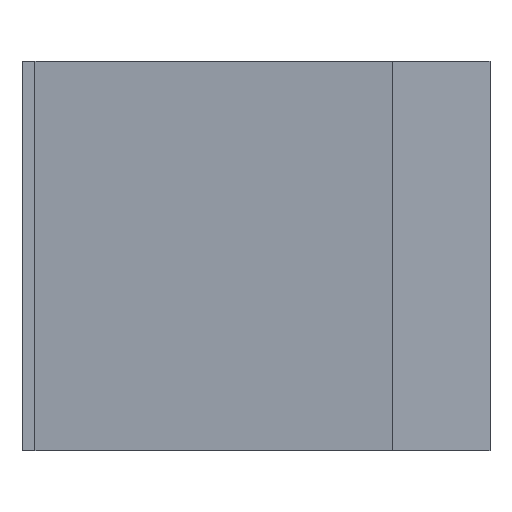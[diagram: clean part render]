
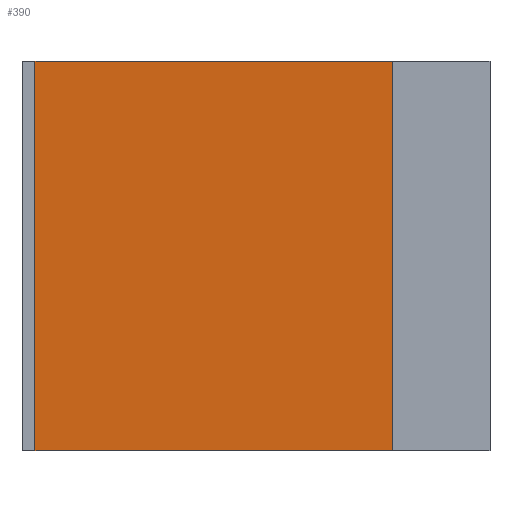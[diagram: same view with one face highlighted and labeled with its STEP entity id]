
A CAD part, front view. The second image highlights one B-rep face of the part: STEP entity #390.
In plain terms, the highlighted planar face has unit normal (-0.09, -0.996, 0).
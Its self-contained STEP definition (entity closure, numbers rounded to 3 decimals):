
#24=FACE_OUTER_BOUND('',#44,.T.);
#44=EDGE_LOOP('',(#289,#290,#291,#292));
#59=LINE('',#544,#113);
#83=LINE('',#591,#137);
#84=LINE('',#593,#138);
#85=LINE('',#594,#139);
#113=VECTOR('',#445,10.);
#137=VECTOR('',#483,10.);
#138=VECTOR('',#486,10.);
#139=VECTOR('',#487,10.);
#167=VERTEX_POINT('',#542);
#168=VERTEX_POINT('',#543);
#183=VERTEX_POINT('',#587);
#184=VERTEX_POINT('',#589);
#203=EDGE_CURVE('',#167,#168,#59,.T.);
#227=EDGE_CURVE('',#183,#184,#83,.T.);
#228=EDGE_CURVE('',#167,#183,#84,.T.);
#229=EDGE_CURVE('',#168,#184,#85,.T.);
#289=ORIENTED_EDGE('',*,*,#228,.T.);
#290=ORIENTED_EDGE('',*,*,#227,.T.);
#291=ORIENTED_EDGE('',*,*,#229,.F.);
#292=ORIENTED_EDGE('',*,*,#203,.F.);
#370=PLANE('',#424);
#390=ADVANCED_FACE('',(#24),#370,.T.);
#424=AXIS2_PLACEMENT_3D('',#592,#484,#485);
#445=DIRECTION('',(0.,0.,1.));
#483=DIRECTION('',(0.,0.,1.));
#484=DIRECTION('center_axis',(-0.091,-0.996,0.));
#485=DIRECTION('ref_axis',(0.996,-0.091,0.));
#486=DIRECTION('',(0.996,-0.091,0.));
#487=DIRECTION('',(0.996,-0.091,0.));
#542=CARTESIAN_POINT('',(0.,-6.,0.));
#543=CARTESIAN_POINT('',(0.,-6.,6.));
#544=CARTESIAN_POINT('',(0.,-6.,0.));
#587=CARTESIAN_POINT('',(5.5,-6.5,0.));
#589=CARTESIAN_POINT('',(5.5,-6.5,6.));
#591=CARTESIAN_POINT('',(5.5,-6.5,0.));
#592=CARTESIAN_POINT('Origin',(0.,-6.,0.));
#593=CARTESIAN_POINT('',(0.,-6.,0.));
#594=CARTESIAN_POINT('',(0.,-6.,6.));
